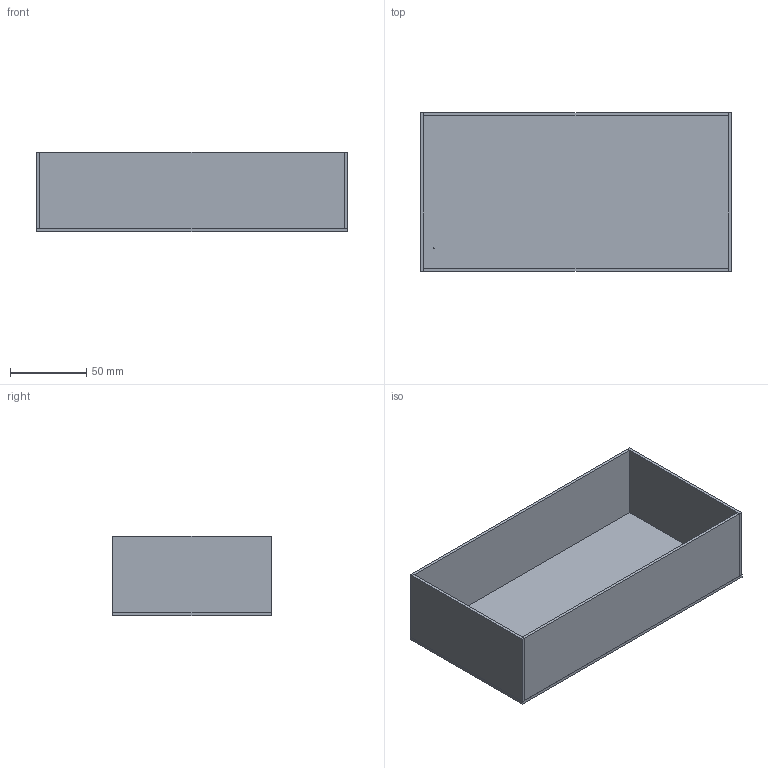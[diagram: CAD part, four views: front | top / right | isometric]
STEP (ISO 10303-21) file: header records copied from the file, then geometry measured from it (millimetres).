
FILE_DESCRIPTION(('Open CASCADE Model'),'2;1');
FILE_NAME('Open CASCADE Shape Model','2024-08-13T18:48:31',('Author'),( 'Open CASCADE'),'Open CASCADE STEP processor 7.5','Open CASCADE 7.5' ,'Unknown');
FILE_SCHEMA(('AUTOMOTIVE_DESIGN { 1 0 10303 214 1 1 1 1 }'));
Length unit declared in the file: millimetre
Products named in the file (12): PCB; Board; Open CASCADE STEP translator 7.5 3.1.1; Free-Models; 9734698480; Extruded; 9734704240; 9734707040; 9408999232
Assembly tree (12 placements, depth 4):
  PCB
    Board
      Open CASCADE STEP translator 7.5 3.1.1
    Free-Models
      9734698480
        Extruded
      9734704240
        Extruded
      9734707040  x2
        Extruded
      9408999232
        Extruded
Bounding box: 204 x 104 x 52 mm (x, y, z)
Volume: 103232.1 mm3; surface area: 107696.6 mm2
Topology: 6 solids, 6 shells, 36 faces, 72 edges, 48 vertices
Faces by surface type: plane 33, cylinder 3
Entity records: 1030 total; most frequent: DIRECTION 152, CARTESIAN_POINT 143, ORIENTED_EDGE 120, EDGE_CURVE 60, LINE 54, VECTOR 54, AXIS2_PLACEMENT_3D 49, VERTEX_POINT 40
